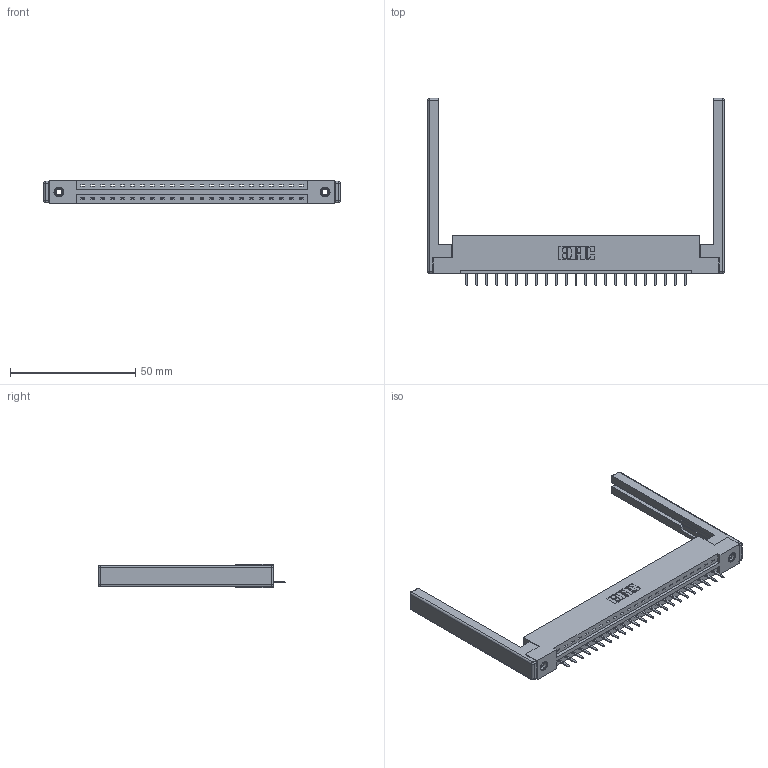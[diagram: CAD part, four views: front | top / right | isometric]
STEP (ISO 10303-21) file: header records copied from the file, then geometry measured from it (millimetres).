
FILE_DESCRIPTION (( 'STEP AP203' ), '1' );
FILE_NAME ('387-023-520-168.STEP', '2019-10-03T02:12:01', ( '' ), ( '' ), 'SwSTEP 2.0', 'SolidWorks 2016', '' );
FILE_SCHEMA (( 'CONFIG_CONTROL_DESIGN' ));
Length unit declared in the file: inch
Products named in the file (5): 387-023-520-168; 345-250-001_345-250-001-102; 337 Part_Flush Mounting Lugs - 0.156 Dia-TI; 307-220-068; 345-292-001_345-293-120
Assembly tree (28 placements, depth 2):
  387-023-520-168
    337 Part_Flush Mounting Lugs - 0.156 Dia-TI
    345-292-001_345-293-120  x23
    345-250-001_345-250-001-102  x2
    307-220-068  x2
Bounding box: 118.57 x 74.76 x 9.4 mm (x, y, z)
Volume: 16410.4 mm3; surface area: 16169.1 mm2
Topology: 28 solids, 28 shells, 1786 faces, 5209 edges, 3390 vertices
Faces by surface type: plane 1262, cylinder 500, cone 12, sphere 8, torus 4
Entity records: 22428 total; most frequent: CARTESIAN_POINT 3872, ORIENTED_EDGE 3808, DIRECTION 3360, EDGE_CURVE 1904, LINE 1722, VECTOR 1722, VERTEX_POINT 1258, AXIS2_PLACEMENT_3D 819
